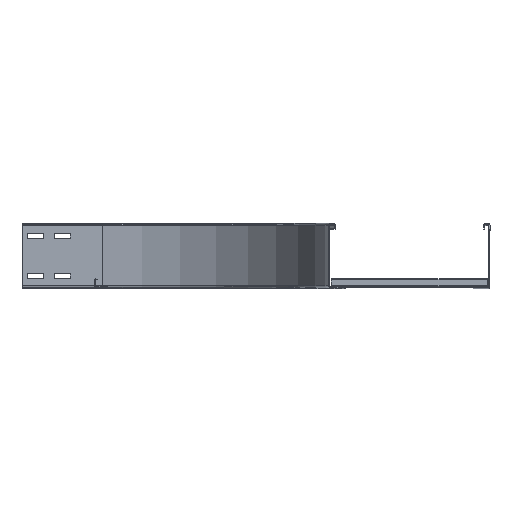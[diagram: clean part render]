
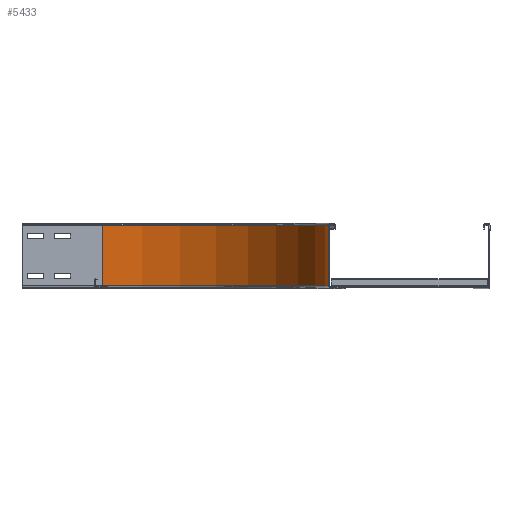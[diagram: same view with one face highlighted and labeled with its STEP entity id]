
A CAD part, top view. The second image highlights one B-rep face of the part: STEP entity #5433.
In plain terms, the highlighted cylindrical face has radius 420 mm (diameter 840 mm), a partial arc.
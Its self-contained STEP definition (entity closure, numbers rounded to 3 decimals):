
#172=CIRCLE('',#5876,420.);
#174=CIRCLE('',#5879,420.);
#272=CYLINDRICAL_SURFACE('',#5878,420.);
#370=FACE_OUTER_BOUND('',#698,.T.);
#698=EDGE_LOOP('',(#3828,#3829,#3830,#3831));
#1126=LINE('',#8017,#1784);
#1156=LINE('',#8096,#1814);
#1784=VECTOR('',#6448,10.);
#1814=VECTOR('',#6528,10.);
#2412=VERTEX_POINT('',#8010);
#2414=VERTEX_POINT('',#8016);
#2437=VERTEX_POINT('',#8090);
#2438=VERTEX_POINT('',#8094);
#2914=EDGE_CURVE('',#2412,#2414,#1126,.T.);
#2951=EDGE_CURVE('',#2437,#2412,#172,.T.);
#2953=EDGE_CURVE('',#2438,#2414,#174,.T.);
#2954=EDGE_CURVE('',#2437,#2438,#1156,.T.);
#3828=ORIENTED_EDGE('',*,*,#2914,.T.);
#3829=ORIENTED_EDGE('',*,*,#2953,.F.);
#3830=ORIENTED_EDGE('',*,*,#2954,.F.);
#3831=ORIENTED_EDGE('',*,*,#2951,.T.);
#5433=ADVANCED_FACE('',(#370),#272,.F.);
#5876=AXIS2_PLACEMENT_3D('',#8091,#6520,#6521);
#5878=AXIS2_PLACEMENT_3D('',#8093,#6524,#6525);
#5879=AXIS2_PLACEMENT_3D('',#8095,#6526,#6527);
#6448=DIRECTION('',(0.,1.,0.));
#6520=DIRECTION('center_axis',(0.,-1.,0.));
#6521=DIRECTION('ref_axis',(-1.,0.,0.));
#6524=DIRECTION('center_axis',(0.,-1.,0.));
#6525=DIRECTION('ref_axis',(-1.,0.,0.));
#6526=DIRECTION('center_axis',(0.,-1.,0.));
#6527=DIRECTION('ref_axis',(-1.,0.,0.));
#6528=DIRECTION('',(0.,1.,0.));
#8010=CARTESIAN_POINT('',(451.,4.,-420.));
#8016=CARTESIAN_POINT('',(451.,116.,-420.));
#8017=CARTESIAN_POINT('',(451.,116.,-420.));
#8090=CARTESIAN_POINT('',(31.,4.,0.));
#8091=CARTESIAN_POINT('Origin',(451.,4.,0.));
#8093=CARTESIAN_POINT('Origin',(451.,54.966,0.));
#8094=CARTESIAN_POINT('',(31.,116.,0.));
#8095=CARTESIAN_POINT('Origin',(451.,116.,0.));
#8096=CARTESIAN_POINT('',(31.,-27.524,0.));
